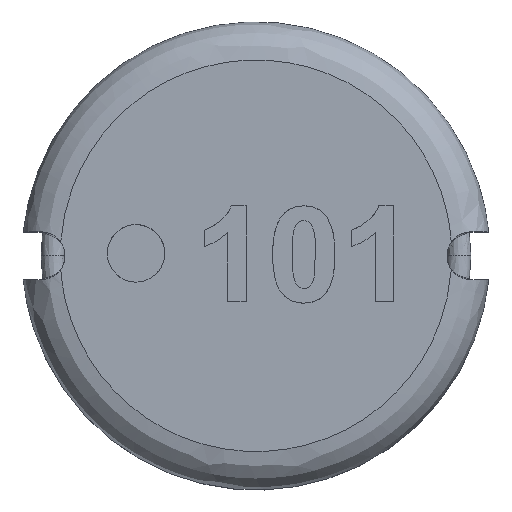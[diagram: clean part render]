
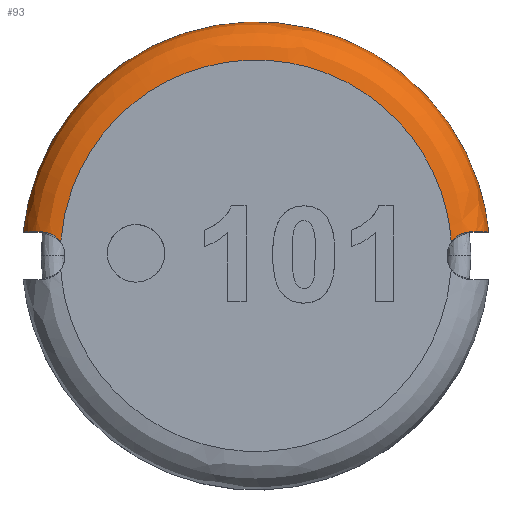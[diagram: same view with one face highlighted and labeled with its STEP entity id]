
A CAD part, top view. The second image highlights one B-rep face of the part: STEP entity #93.
In plain terms, the highlighted free-form (B-spline) face has degree [2, 3] with [3, 19] control points.
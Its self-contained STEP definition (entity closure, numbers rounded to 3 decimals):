
#93=ADVANCED_FACE('',(#174),#1235,.T.);
#174=FACE_OUTER_BOUND('',#259,.T.);
#259=EDGE_LOOP('',(#381,#382,#383,#384,#385,#386));
#381=ORIENTED_EDGE('',*,*,#775,.T.);
#382=ORIENTED_EDGE('',*,*,#719,.T.);
#383=ORIENTED_EDGE('',*,*,#717,.T.);
#384=ORIENTED_EDGE('',*,*,#773,.F.);
#385=ORIENTED_EDGE('',*,*,#754,.F.);
#386=ORIENTED_EDGE('',*,*,#756,.F.);
#717=EDGE_CURVE('',#1092,#1093,#895,.T.);
#719=EDGE_CURVE('',#1087,#1092,#897,.T.);
#754=EDGE_CURVE('',#1116,#1117,#914,.T.);
#756=EDGE_CURVE('',#1111,#1116,#916,.T.);
#773=EDGE_CURVE('',#1117,#1093,#1017,.T.);
#775=EDGE_CURVE('',#1111,#1087,#1019,.T.);
#895=B_SPLINE_CURVE_WITH_KNOTS('',3,(#1977,#1978,#1979,#1980,#1981,#1982,
#1983),.UNSPECIFIED.,.F.,.F.,(4,3,4),(0.,0.178,0.823),
 .UNSPECIFIED.);
#897=B_SPLINE_CURVE_WITH_KNOTS('',3,(#1991,#1992,#1993,#1994,#1995,#1996),
 .UNSPECIFIED.,.F.,.F.,(4,2,4),(0.,0.255,0.51),
 .UNSPECIFIED.);
#914=B_SPLINE_CURVE_WITH_KNOTS('',3,(#2153,#2154,#2155,#2156,#2157,#2158,
#2159),.UNSPECIFIED.,.F.,.F.,(4,3,4),(0.,0.178,0.823),
 .UNSPECIFIED.);
#916=B_SPLINE_CURVE_WITH_KNOTS('',3,(#2167,#2168,#2169,#2170,#2171,#2172),
 .UNSPECIFIED.,.F.,.F.,(4,2,4),(0.,0.255,0.51),
 .UNSPECIFIED.);
#1017=(
BOUNDED_CURVE()
B_SPLINE_CURVE(2,(#2233,#2234,#2235,#2236,#2237),.UNSPECIFIED.,.F.,.F.)
B_SPLINE_CURVE_WITH_KNOTS((3,2,3),(13.336,19.32,25.304),
 .UNSPECIFIED.)
CURVE()
GEOMETRIC_REPRESENTATION_ITEM()
RATIONAL_B_SPLINE_CURVE((1.,0.742,1.,0.742,1.))
REPRESENTATION_ITEM('')
);
#1019=(
BOUNDED_CURVE()
B_SPLINE_CURVE(3,(#2243,#2244,#2245,#2246,#2247,#2248,#2249,#2250,#2251,
#2252,#2253),.UNSPECIFIED.,.F.,.F.)
B_SPLINE_CURVE_WITH_KNOTS((4,1,1,1,1,1,1,1,4),(13.167,14.426,
16.1,17.775,19.32,20.866,22.54,
24.215,25.474),.UNSPECIFIED.)
CURVE()
GEOMETRIC_REPRESENTATION_ITEM()
RATIONAL_B_SPLINE_CURVE((1.,1.,1.,1.,1.,1.,
1.,1.,1.,1.,1.))
REPRESENTATION_ITEM('')
);
#1087=VERTEX_POINT('',#1863);
#1092=VERTEX_POINT('',#1868);
#1093=VERTEX_POINT('',#1869);
#1111=VERTEX_POINT('',#1887);
#1116=VERTEX_POINT('',#1892);
#1117=VERTEX_POINT('',#1893);
#1235=(
BOUNDED_SURFACE()
B_SPLINE_SURFACE(2,3,((#1742,#1743,#1744,#1745,#1746,#1747,#1748,#1749,
#1750,#1751,#1752,#1753,#1754,#1755,#1756,#1757,#1758,#1759,#1760),(#1761,
#1762,#1763,#1764,#1765,#1766,#1767,#1768,#1769,#1770,#1771,#1772,#1773,
#1774,#1775,#1776,#1777,#1778,#1779),(#1780,#1781,#1782,#1783,#1784,#1785,
#1786,#1787,#1788,#1789,#1790,#1791,#1792,#1793,#1794,#1795,#1796,#1797,
#1798)),.UNSPECIFIED.,.F.,.F.,.F.)
B_SPLINE_SURFACE_WITH_KNOTS((3,3),(4,1,1,1,1,1,1,1,1,1,1,1,1,1,1,1,4),(0.,
1.),(0.,1.545,3.22,4.895,6.44,
7.986,9.66,11.335,12.88,14.426,
16.1,17.775,19.32,20.866,22.54,
24.215,25.76),.UNSPECIFIED.)
GEOMETRIC_REPRESENTATION_ITEM()
RATIONAL_B_SPLINE_SURFACE(((1.,1.,1.,1.,1.,1.,1.,1.,1.,1.,
1.,1.,1.,1.,1.,1.,
1.,1.,1.),(0.707,0.707,0.707,0.707,
0.707,0.707,0.707,0.707,
0.707,0.707,0.707,0.707,
0.707,0.707,0.707,0.707,
0.707,0.707,0.707),(1.,1.,1.,1.,
1.,1.,1.,1.,1.,1.,1.,1.,1.,1.,1.,
1.,1.,1.,1.)))
REPRESENTATION_ITEM('')
SURFACE()
);
#1742=CARTESIAN_POINT('',(4.9,0.,5.));
#1743=CARTESIAN_POINT('',(4.9,-0.616,5.));
#1744=CARTESIAN_POINT('',(4.656,-1.898,5.));
#1745=CARTESIAN_POINT('',(3.563,-3.563,5.));
#1746=CARTESIAN_POINT('',(1.898,-4.656,5.));
#1747=CARTESIAN_POINT('',(0.,-5.017,5.));
#1748=CARTESIAN_POINT('',(-1.898,-4.656,5.));
#1749=CARTESIAN_POINT('',(-3.563,-3.563,5.));
#1750=CARTESIAN_POINT('',(-4.656,-1.898,5.));
#1751=CARTESIAN_POINT('',(-5.017,0.,5.));
#1752=CARTESIAN_POINT('',(-4.656,1.898,5.));
#1753=CARTESIAN_POINT('',(-3.563,3.563,5.));
#1754=CARTESIAN_POINT('',(-1.898,4.656,5.));
#1755=CARTESIAN_POINT('',(0.,5.017,5.));
#1756=CARTESIAN_POINT('',(1.898,4.656,5.));
#1757=CARTESIAN_POINT('',(3.563,3.563,5.));
#1758=CARTESIAN_POINT('',(4.656,1.898,5.));
#1759=CARTESIAN_POINT('',(4.9,0.616,5.));
#1760=CARTESIAN_POINT('',(4.9,0.,5.));
#1761=CARTESIAN_POINT('',(4.9,0.,5.8));
#1762=CARTESIAN_POINT('',(4.9,-0.616,5.8));
#1763=CARTESIAN_POINT('',(4.656,-1.898,5.8));
#1764=CARTESIAN_POINT('',(3.563,-3.563,5.8));
#1765=CARTESIAN_POINT('',(1.898,-4.656,5.8));
#1766=CARTESIAN_POINT('',(0.,-5.017,5.8));
#1767=CARTESIAN_POINT('',(-1.898,-4.656,5.8));
#1768=CARTESIAN_POINT('',(-3.563,-3.563,5.8));
#1769=CARTESIAN_POINT('',(-4.656,-1.898,5.8));
#1770=CARTESIAN_POINT('',(-5.017,0.,5.8));
#1771=CARTESIAN_POINT('',(-4.656,1.898,5.8));
#1772=CARTESIAN_POINT('',(-3.563,3.563,5.8));
#1773=CARTESIAN_POINT('',(-1.898,4.656,5.8));
#1774=CARTESIAN_POINT('',(0.,5.017,5.8));
#1775=CARTESIAN_POINT('',(1.898,4.656,5.8));
#1776=CARTESIAN_POINT('',(3.563,3.563,5.8));
#1777=CARTESIAN_POINT('',(4.656,1.898,5.8));
#1778=CARTESIAN_POINT('',(4.9,0.616,5.8));
#1779=CARTESIAN_POINT('',(4.9,0.,5.8));
#1780=CARTESIAN_POINT('',(4.1,0.,5.8));
#1781=CARTESIAN_POINT('',(4.1,-0.515,5.8));
#1782=CARTESIAN_POINT('',(3.895,-1.588,5.8));
#1783=CARTESIAN_POINT('',(2.981,-2.981,5.8));
#1784=CARTESIAN_POINT('',(1.588,-3.896,5.8));
#1785=CARTESIAN_POINT('',(0.,-4.198,5.8));
#1786=CARTESIAN_POINT('',(-1.588,-3.896,5.8));
#1787=CARTESIAN_POINT('',(-2.981,-2.981,5.8));
#1788=CARTESIAN_POINT('',(-3.896,-1.588,5.8));
#1789=CARTESIAN_POINT('',(-4.198,0.,5.8));
#1790=CARTESIAN_POINT('',(-3.896,1.588,5.8));
#1791=CARTESIAN_POINT('',(-2.981,2.981,5.8));
#1792=CARTESIAN_POINT('',(-1.588,3.896,5.8));
#1793=CARTESIAN_POINT('',(0.,4.198,5.8));
#1794=CARTESIAN_POINT('',(1.588,3.896,5.8));
#1795=CARTESIAN_POINT('',(2.981,2.981,5.8));
#1796=CARTESIAN_POINT('',(3.895,1.588,5.8));
#1797=CARTESIAN_POINT('',(4.1,0.515,5.8));
#1798=CARTESIAN_POINT('',(4.1,0.,5.8));
#1863=CARTESIAN_POINT('',(4.09,0.286,5.8));
#1868=CARTESIAN_POINT('',(4.5,0.5,5.676));
#1869=CARTESIAN_POINT('',(4.874,0.5,5.));
#1887=CARTESIAN_POINT('',(-4.09,0.286,5.8));
#1892=CARTESIAN_POINT('',(-4.5,0.5,5.676));
#1893=CARTESIAN_POINT('',(-4.874,0.5,5.));
#1977=CARTESIAN_POINT('',(4.5,0.5,5.676));
#1978=CARTESIAN_POINT('',(4.55,0.5,5.644));
#1979=CARTESIAN_POINT('',(4.597,0.5,5.607));
#1980=CARTESIAN_POINT('',(4.639,0.5,5.566));
#1981=CARTESIAN_POINT('',(4.789,0.5,5.416));
#1982=CARTESIAN_POINT('',(4.874,0.5,5.213));
#1983=CARTESIAN_POINT('',(4.874,0.5,5.));
#1991=CARTESIAN_POINT('',(4.09,0.286,5.8));
#1992=CARTESIAN_POINT('',(4.139,0.356,5.8));
#1993=CARTESIAN_POINT('',(4.203,0.411,5.794));
#1994=CARTESIAN_POINT('',(4.352,0.485,5.754));
#1995=CARTESIAN_POINT('',(4.428,0.5,5.721));
#1996=CARTESIAN_POINT('',(4.5,0.5,5.676));
#2153=CARTESIAN_POINT('',(-4.5,0.5,5.676));
#2154=CARTESIAN_POINT('',(-4.55,0.5,5.644));
#2155=CARTESIAN_POINT('',(-4.597,0.5,5.607));
#2156=CARTESIAN_POINT('',(-4.639,0.5,5.566));
#2157=CARTESIAN_POINT('',(-4.789,0.5,5.416));
#2158=CARTESIAN_POINT('',(-4.874,0.5,5.213));
#2159=CARTESIAN_POINT('',(-4.874,0.5,5.));
#2167=CARTESIAN_POINT('',(-4.09,0.286,5.8));
#2168=CARTESIAN_POINT('',(-4.139,0.356,5.8));
#2169=CARTESIAN_POINT('',(-4.203,0.411,5.794));
#2170=CARTESIAN_POINT('',(-4.352,0.485,5.754));
#2171=CARTESIAN_POINT('',(-4.428,0.5,5.721));
#2172=CARTESIAN_POINT('',(-4.5,0.5,5.676));
#2233=CARTESIAN_POINT('',(-4.874,0.5,5.));
#2234=CARTESIAN_POINT('',(-4.423,4.9,5.));
#2235=CARTESIAN_POINT('',(0.,4.9,5.));
#2236=CARTESIAN_POINT('',(4.423,4.9,5.));
#2237=CARTESIAN_POINT('',(4.874,0.5,5.));
#2243=CARTESIAN_POINT('',(-4.09,0.286,5.8));
#2244=CARTESIAN_POINT('',(-4.061,0.705,5.8));
#2245=CARTESIAN_POINT('',(-3.842,1.67,5.8));
#2246=CARTESIAN_POINT('',(-2.981,2.981,5.8));
#2247=CARTESIAN_POINT('',(-1.588,3.896,5.8));
#2248=CARTESIAN_POINT('',(0.,4.198,5.8));
#2249=CARTESIAN_POINT('',(1.588,3.896,5.8));
#2250=CARTESIAN_POINT('',(2.981,2.981,5.8));
#2251=CARTESIAN_POINT('',(3.842,1.67,5.8));
#2252=CARTESIAN_POINT('',(4.061,0.705,5.8));
#2253=CARTESIAN_POINT('',(4.09,0.286,5.8));
